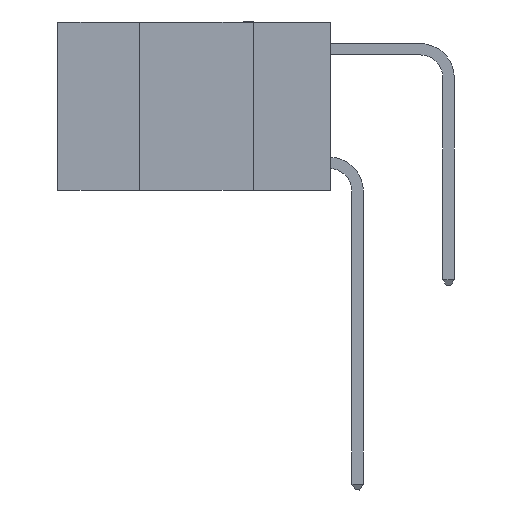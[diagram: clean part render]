
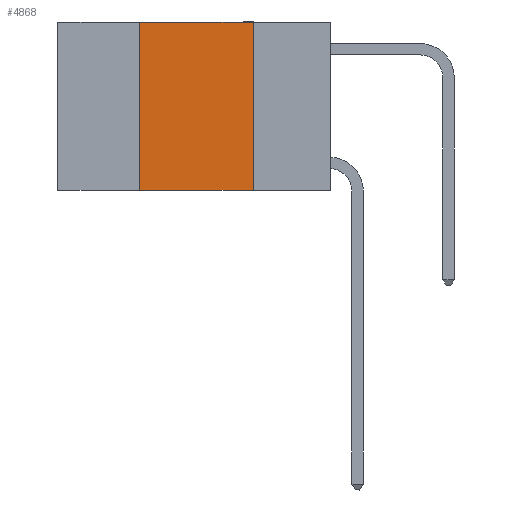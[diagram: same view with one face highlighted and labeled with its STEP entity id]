
A CAD part, left-side view. The second image highlights one B-rep face of the part: STEP entity #4868.
In plain terms, the highlighted planar face has unit normal (-1, 0, 0).
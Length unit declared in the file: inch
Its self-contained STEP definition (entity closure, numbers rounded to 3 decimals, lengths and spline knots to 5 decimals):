
#581 = DIRECTION ( 'NONE',  ( 1., 0., 0. ) ) ;
#2670 = EDGE_LOOP ( 'NONE', ( #5140, #9653, #26413, #15975 ) ) ;
#3108 = DIRECTION ( 'NONE',  ( 0., -1., 0. ) ) ;
#3963 = LINE ( 'NONE', #26500, #4909 ) ;
#4164 = DIRECTION ( 'NONE',  ( 0., 0., -1. ) ) ;
#4868 = ADVANCED_FACE ( 'NONE', ( #14814 ), #23194, .F. ) ;
#4909 = VECTOR ( 'NONE', #20052, 39.37008 ) ;
#5140 = ORIENTED_EDGE ( 'NONE', *, *, #15314, .F. ) ;
#6391 = VERTEX_POINT ( 'NONE', #13258 ) ;
#8028 = CARTESIAN_POINT ( 'NONE',  ( 0., 0.42, 0. ) ) ;
#8917 = VECTOR ( 'NONE', #21806, 39.37008 ) ;
#9111 = EDGE_CURVE ( 'NONE', #22121, #6391, #15597, .T. ) ;
#9653 = ORIENTED_EDGE ( 'NONE', *, *, #9111, .F. ) ;
#10505 = EDGE_CURVE ( 'NONE', #12661, #22121, #26516, .T. ) ;
#12025 = CARTESIAN_POINT ( 'NONE',  ( 0., 0.42, -0.37 ) ) ;
#12462 = VECTOR ( 'NONE', #16668, 39.37008 ) ;
#12661 = VERTEX_POINT ( 'NONE', #12025 ) ;
#13258 = CARTESIAN_POINT ( 'NONE',  ( 0., 0.17, 0. ) ) ;
#14814 = FACE_OUTER_BOUND ( 'NONE', #2670, .T. ) ;
#15305 = AXIS2_PLACEMENT_3D ( 'NONE', #21156, #581, #4164 ) ;
#15314 = EDGE_CURVE ( 'NONE', #6391, #21564, #3963, .T. ) ;
#15597 = LINE ( 'NONE', #21252, #8917 ) ;
#15975 = ORIENTED_EDGE ( 'NONE', *, *, #26219, .T. ) ;
#16312 = CARTESIAN_POINT ( 'NONE',  ( 0., 0.17, -0.37 ) ) ;
#16668 = DIRECTION ( 'NONE',  ( 0., 0., 1. ) ) ;
#16789 = CARTESIAN_POINT ( 'NONE',  ( 0., 0.42, 0. ) ) ;
#18519 = VECTOR ( 'NONE', #3108, 39.37008 ) ;
#20052 = DIRECTION ( 'NONE',  ( 0., 0., -1. ) ) ;
#21156 = CARTESIAN_POINT ( 'NONE',  ( 0., 0.6, 0. ) ) ;
#21252 = CARTESIAN_POINT ( 'NONE',  ( 0., 0.6, 0. ) ) ;
#21564 = VERTEX_POINT ( 'NONE', #16312 ) ;
#21806 = DIRECTION ( 'NONE',  ( 0., -1., 0. ) ) ;
#21915 = LINE ( 'NONE', #25927, #18519 ) ;
#22121 = VERTEX_POINT ( 'NONE', #16789 ) ;
#23194 = PLANE ( 'NONE',  #15305 ) ;
#25927 = CARTESIAN_POINT ( 'NONE',  ( 0., 0.6, -0.37 ) ) ;
#26219 = EDGE_CURVE ( 'NONE', #12661, #21564, #21915, .T. ) ;
#26413 = ORIENTED_EDGE ( 'NONE', *, *, #10505, .F. ) ;
#26500 = CARTESIAN_POINT ( 'NONE',  ( 0., 0.17, 0. ) ) ;
#26516 = LINE ( 'NONE', #8028, #12462 ) ;
